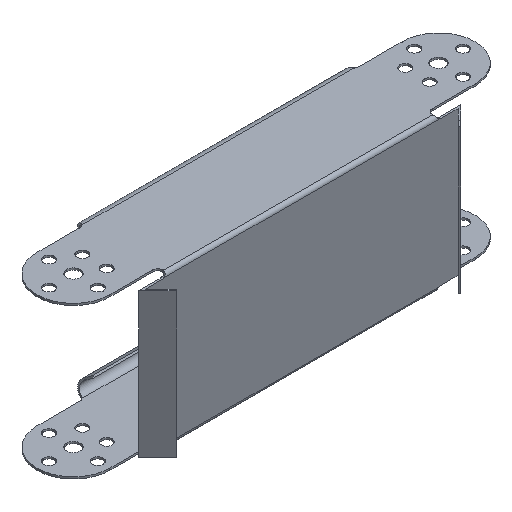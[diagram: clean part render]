
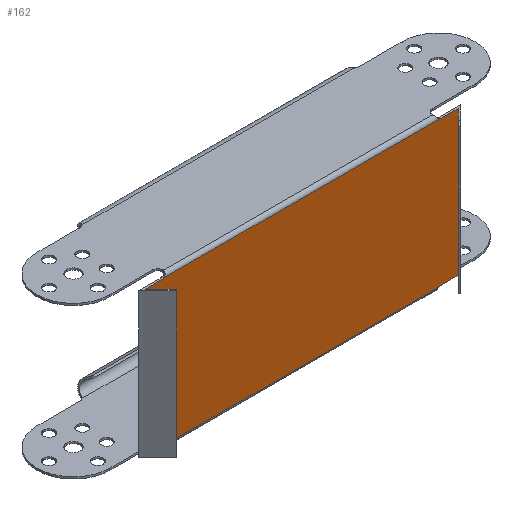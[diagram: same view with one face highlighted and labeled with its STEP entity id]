
A CAD part, isometric view. The second image highlights one B-rep face of the part: STEP entity #162.
In plain terms, the highlighted planar face has unit normal (0, -1, 0).
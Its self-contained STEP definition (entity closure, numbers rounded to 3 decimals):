
#63 = DIRECTION ( 'NONE',  ( 1., 0., 0. ) ) ;
#86 = CIRCLE ( 'NONE', #2744, 3.25 ) ;
#104 = VECTOR ( 'NONE', #4523, 1000. ) ;
#162 = ADVANCED_FACE ( 'NONE', ( #1580 ), #3852, .T. ) ;
#180 = ORIENTED_EDGE ( 'NONE', *, *, #2044, .F. ) ;
#185 = VERTEX_POINT ( 'NONE', #3177 ) ;
#193 = ORIENTED_EDGE ( 'NONE', *, *, #1579, .T. ) ;
#204 = DIRECTION ( 'NONE',  ( 0., -1., 0. ) ) ;
#362 = VECTOR ( 'NONE', #2205, 1000. ) ;
#374 = DIRECTION ( 'NONE',  ( 0., 0., -1. ) ) ;
#403 = VERTEX_POINT ( 'NONE', #1064 ) ;
#407 = DIRECTION ( 'NONE',  ( 0., 0., -1. ) ) ;
#452 = LINE ( 'NONE', #4036, #3233 ) ;
#492 = EDGE_CURVE ( 'NONE', #906, #2016, #684, .T. ) ;
#518 = ORIENTED_EDGE ( 'NONE', *, *, #3307, .T. ) ;
#547 = CARTESIAN_POINT ( 'NONE',  ( -102.907, 0., -47.5 ) ) ;
#597 = CARTESIAN_POINT ( 'NONE',  ( -93.25, 0., 47.5 ) ) ;
#684 = LINE ( 'NONE', #4027, #2448 ) ;
#685 = VECTOR ( 'NONE', #2713, 1000. ) ;
#701 = EDGE_CURVE ( 'NONE', #2991, #4654, #2595, .T. ) ;
#790 = CARTESIAN_POINT ( 'NONE',  ( -144., 0., -47.75 ) ) ;
#809 = LINE ( 'NONE', #4550, #685 ) ;
#817 = DIRECTION ( 'NONE',  ( 1., 0., 0. ) ) ;
#834 = LINE ( 'NONE', #790, #362 ) ;
#890 = VERTEX_POINT ( 'NONE', #1155 ) ;
#906 = VERTEX_POINT ( 'NONE', #4410 ) ;
#949 = DIRECTION ( 'NONE',  ( 1., 0., 0. ) ) ;
#1004 = DIRECTION ( 'NONE',  ( 0., 1., 0. ) ) ;
#1033 = VERTEX_POINT ( 'NONE', #4136 ) ;
#1038 = VERTEX_POINT ( 'NONE', #4508 ) ;
#1053 = AXIS2_PLACEMENT_3D ( 'NONE', #4243, #1004, #4580 ) ;
#1054 = AXIS2_PLACEMENT_3D ( 'NONE', #1690, #204, #2441 ) ;
#1064 = CARTESIAN_POINT ( 'NONE',  ( 90.5, 0., 47.75 ) ) ;
#1155 = CARTESIAN_POINT ( 'NONE',  ( -91.75, 0., -47.5 ) ) ;
#1178 = VECTOR ( 'NONE', #63, 1000. ) ;
#1184 = CARTESIAN_POINT ( 'NONE',  ( -102.907, 0., 47.5 ) ) ;
#1202 = CARTESIAN_POINT ( 'NONE',  ( -144., 0., 47.75 ) ) ;
#1237 = CARTESIAN_POINT ( 'NONE',  ( -91.75, 0., -50.75 ) ) ;
#1281 = CARTESIAN_POINT ( 'NONE',  ( -144., 0., 47.5 ) ) ;
#1293 = CARTESIAN_POINT ( 'NONE',  ( 91.75, 0., 50.75 ) ) ;
#1309 = VERTEX_POINT ( 'NONE', #547 ) ;
#1330 = DIRECTION ( 'NONE',  ( -1., 0., 0. ) ) ;
#1472 = EDGE_CURVE ( 'NONE', #3545, #403, #1905, .T. ) ;
#1476 = LINE ( 'NONE', #1281, #104 ) ;
#1511 = VERTEX_POINT ( 'NONE', #4516 ) ;
#1513 = DIRECTION ( 'NONE',  ( 1., 0., 0. ) ) ;
#1528 = AXIS2_PLACEMENT_3D ( 'NONE', #1237, #3735, #4097 ) ;
#1545 = CARTESIAN_POINT ( 'NONE',  ( 102.907, 0., -47.5 ) ) ;
#1579 = EDGE_CURVE ( 'NONE', #2991, #403, #86, .T. ) ;
#1580 = FACE_OUTER_BOUND ( 'NONE', #3551, .T. ) ;
#1617 = CARTESIAN_POINT ( 'NONE',  ( -93.25, 0., 47.5 ) ) ;
#1637 = VECTOR ( 'NONE', #949, 1000. ) ;
#1653 = DIRECTION ( 'NONE',  ( 0., 1., 0. ) ) ;
#1667 = EDGE_CURVE ( 'NONE', #1511, #1033, #4584, .T. ) ;
#1690 = CARTESIAN_POINT ( 'NONE',  ( -144., 0., 50. ) ) ;
#1716 = ORIENTED_EDGE ( 'NONE', *, *, #1472, .F. ) ;
#1856 = AXIS2_PLACEMENT_3D ( 'NONE', #3958, #3635, #374 ) ;
#1869 = CIRCLE ( 'NONE', #1856, 3.25 ) ;
#1876 = LINE ( 'NONE', #597, #3524 ) ;
#1905 = LINE ( 'NONE', #1202, #1178 ) ;
#1943 = DIRECTION ( 'NONE',  ( 0., 0., -1. ) ) ;
#1946 = CARTESIAN_POINT ( 'NONE',  ( 91.75, 0., 47.5 ) ) ;
#1990 = ORIENTED_EDGE ( 'NONE', *, *, #2080, .F. ) ;
#2012 = VERTEX_POINT ( 'NONE', #1184 ) ;
#2013 = DIRECTION ( 'NONE',  ( 0., 0., -1. ) ) ;
#2016 = VERTEX_POINT ( 'NONE', #1545 ) ;
#2044 = EDGE_CURVE ( 'NONE', #906, #1033, #809, .T. ) ;
#2080 = EDGE_CURVE ( 'NONE', #890, #1309, #452, .T. ) ;
#2178 = VECTOR ( 'NONE', #2013, 1000. ) ;
#2205 = DIRECTION ( 'NONE',  ( 1., 0., 0. ) ) ;
#2265 = ORIENTED_EDGE ( 'NONE', *, *, #3371, .T. ) ;
#2285 = DIRECTION ( 'NONE',  ( -1., 0., 0. ) ) ;
#2362 = CARTESIAN_POINT ( 'NONE',  ( 102.907, 0., 50. ) ) ;
#2432 = ORIENTED_EDGE ( 'NONE', *, *, #2883, .T. ) ;
#2441 = DIRECTION ( 'NONE',  ( 0., 0., -1. ) ) ;
#2448 = VECTOR ( 'NONE', #817, 1000. ) ;
#2595 = LINE ( 'NONE', #1617, #1637 ) ;
#2605 = EDGE_CURVE ( 'NONE', #4654, #1038, #1476, .T. ) ;
#2622 = LINE ( 'NONE', #2362, #2178 ) ;
#2636 = ORIENTED_EDGE ( 'NONE', *, *, #3954, .F. ) ;
#2659 = VECTOR ( 'NONE', #407, 1000. ) ;
#2684 = CIRCLE ( 'NONE', #1528, 3.25 ) ;
#2713 = DIRECTION ( 'NONE',  ( -1., 0., 0. ) ) ;
#2732 = VERTEX_POINT ( 'NONE', #4234 ) ;
#2744 = AXIS2_PLACEMENT_3D ( 'NONE', #1293, #1653, #1943 ) ;
#2853 = EDGE_CURVE ( 'NONE', #2985, #1511, #834, .T. ) ;
#2883 = EDGE_CURVE ( 'NONE', #890, #2985, #2684, .T. ) ;
#2985 = VERTEX_POINT ( 'NONE', #3366 ) ;
#2991 = VERTEX_POINT ( 'NONE', #1946 ) ;
#3155 = EDGE_CURVE ( 'NONE', #3545, #2732, #1869, .T. ) ;
#3177 = CARTESIAN_POINT ( 'NONE',  ( -93.25, 0., 47.5 ) ) ;
#3223 = CARTESIAN_POINT ( 'NONE',  ( 93.25, 0., 47.5 ) ) ;
#3233 = VECTOR ( 'NONE', #2285, 1000. ) ;
#3291 = CARTESIAN_POINT ( 'NONE',  ( -93.25, 0., 47.5 ) ) ;
#3307 = EDGE_CURVE ( 'NONE', #2012, #1309, #3629, .T. ) ;
#3351 = CARTESIAN_POINT ( 'NONE',  ( -102.907, 0., 47.5 ) ) ;
#3366 = CARTESIAN_POINT ( 'NONE',  ( -90.5, 0., -47.75 ) ) ;
#3371 = EDGE_CURVE ( 'NONE', #185, #2012, #1876, .T. ) ;
#3524 = VECTOR ( 'NONE', #1330, 1000. ) ;
#3545 = VERTEX_POINT ( 'NONE', #4453 ) ;
#3551 = EDGE_LOOP ( 'NONE', ( #3778, #4575, #180, #4383, #3789, #3898, #3684, #193, #1716, #3815, #2636, #2265, #518, #1990, #2432 ) ) ;
#3629 = LINE ( 'NONE', #3351, #2659 ) ;
#3635 = DIRECTION ( 'NONE',  ( 0., 1., 0. ) ) ;
#3642 = EDGE_CURVE ( 'NONE', #1038, #2016, #2622, .T. ) ;
#3684 = ORIENTED_EDGE ( 'NONE', *, *, #701, .F. ) ;
#3735 = DIRECTION ( 'NONE',  ( 0., 1., 0. ) ) ;
#3778 = ORIENTED_EDGE ( 'NONE', *, *, #2853, .T. ) ;
#3789 = ORIENTED_EDGE ( 'NONE', *, *, #3642, .F. ) ;
#3815 = ORIENTED_EDGE ( 'NONE', *, *, #3155, .T. ) ;
#3852 = PLANE ( 'NONE',  #1054 ) ;
#3898 = ORIENTED_EDGE ( 'NONE', *, *, #2605, .F. ) ;
#3954 = EDGE_CURVE ( 'NONE', #185, #2732, #4042, .T. ) ;
#3958 = CARTESIAN_POINT ( 'NONE',  ( -91.75, 0., 50.75 ) ) ;
#4027 = CARTESIAN_POINT ( 'NONE',  ( 93.25, 0., -47.5 ) ) ;
#4036 = CARTESIAN_POINT ( 'NONE',  ( -93.25, 0., -47.5 ) ) ;
#4042 = LINE ( 'NONE', #3291, #4674 ) ;
#4097 = DIRECTION ( 'NONE',  ( 0., 0., -1. ) ) ;
#4136 = CARTESIAN_POINT ( 'NONE',  ( 91.75, 0., -47.5 ) ) ;
#4234 = CARTESIAN_POINT ( 'NONE',  ( -91.75, 0., 47.5 ) ) ;
#4243 = CARTESIAN_POINT ( 'NONE',  ( 91.75, 0., -50.75 ) ) ;
#4383 = ORIENTED_EDGE ( 'NONE', *, *, #492, .T. ) ;
#4410 = CARTESIAN_POINT ( 'NONE',  ( 93.25, 0., -47.5 ) ) ;
#4453 = CARTESIAN_POINT ( 'NONE',  ( -90.5, 0., 47.75 ) ) ;
#4508 = CARTESIAN_POINT ( 'NONE',  ( 102.907, 0., 47.5 ) ) ;
#4516 = CARTESIAN_POINT ( 'NONE',  ( 90.5, 0., -47.75 ) ) ;
#4523 = DIRECTION ( 'NONE',  ( 1., 0., 0. ) ) ;
#4550 = CARTESIAN_POINT ( 'NONE',  ( -93.25, 0., -47.5 ) ) ;
#4575 = ORIENTED_EDGE ( 'NONE', *, *, #1667, .T. ) ;
#4580 = DIRECTION ( 'NONE',  ( 0., 0., -1. ) ) ;
#4584 = CIRCLE ( 'NONE', #1053, 3.25 ) ;
#4654 = VERTEX_POINT ( 'NONE', #3223 ) ;
#4674 = VECTOR ( 'NONE', #1513, 1000. ) ;
